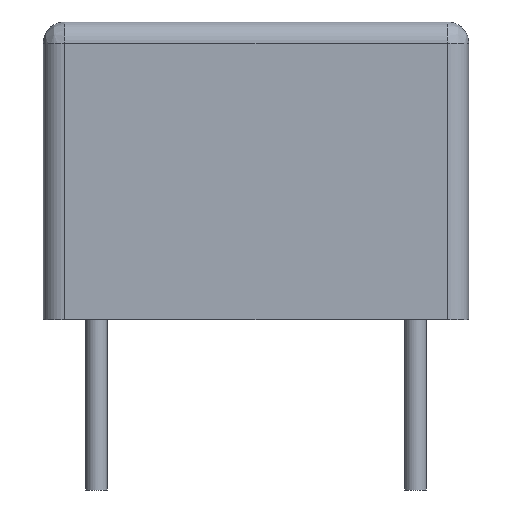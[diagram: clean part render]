
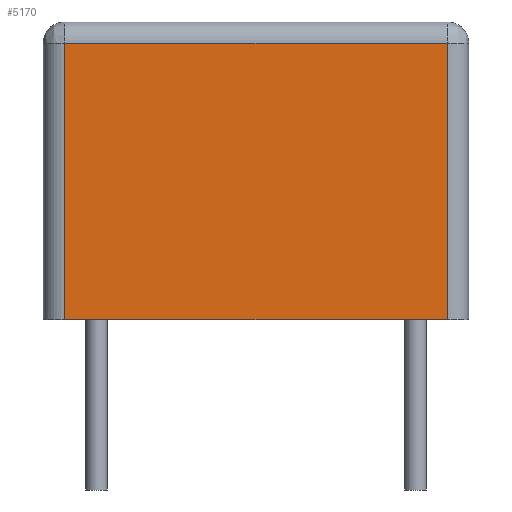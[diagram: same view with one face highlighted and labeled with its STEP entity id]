
A CAD part, front view. The second image highlights one B-rep face of the part: STEP entity #5170.
In plain terms, the highlighted planar face has unit normal (0, -1, 0).
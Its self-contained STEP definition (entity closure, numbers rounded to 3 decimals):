
#1403 = CARTESIAN_POINT ( 'NONE',  ( -4.5, -1.25, 7. ) ) ;
#1957 = CARTESIAN_POINT ( 'NONE',  ( -4.5, -1.25, 6.5 ) ) ;
#2453 = AXIS2_PLACEMENT_3D ( 'NONE', #5358, #16406, #6920 ) ;
#2478 = ORIENTED_EDGE ( 'NONE', *, *, #3943, .F. ) ;
#2682 = VERTEX_POINT ( 'NONE', #1957 ) ;
#3053 = VERTEX_POINT ( 'NONE', #18795 ) ;
#3083 = DIRECTION ( 'NONE',  ( 1., 0., 0. ) ) ;
#3398 = LINE ( 'NONE', #15495, #14989 ) ;
#3676 = LINE ( 'NONE', #7891, #11553 ) ;
#3943 = EDGE_CURVE ( 'NONE', #3053, #10880, #10140, .T. ) ;
#4226 = CARTESIAN_POINT ( 'NONE',  ( -4.5, -1.25, 0. ) ) ;
#4395 = DIRECTION ( 'NONE',  ( 0., 0., -1. ) ) ;
#4593 = DIRECTION ( 'NONE',  ( -1., 0., 0. ) ) ;
#5170 = ADVANCED_FACE ( 'NONE', ( #19225 ), #10041, .F. ) ;
#5358 = CARTESIAN_POINT ( 'NONE',  ( -5., -1.25, 7. ) ) ;
#6920 = DIRECTION ( 'NONE',  ( 0., 0., 1. ) ) ;
#7891 = CARTESIAN_POINT ( 'NONE',  ( -5., -1.25, 6.5 ) ) ;
#8899 = ORIENTED_EDGE ( 'NONE', *, *, #18793, .F. ) ;
#9535 = VECTOR ( 'NONE', #19847, 1000. ) ;
#10033 = LINE ( 'NONE', #1403, #9535 ) ;
#10041 = PLANE ( 'NONE',  #2453 ) ;
#10140 = LINE ( 'NONE', #13860, #18536 ) ;
#10760 = ORIENTED_EDGE ( 'NONE', *, *, #13010, .F. ) ;
#10880 = VERTEX_POINT ( 'NONE', #13020 ) ;
#11553 = VECTOR ( 'NONE', #3083, 1000. ) ;
#12417 = ORIENTED_EDGE ( 'NONE', *, *, #16466, .F. ) ;
#13010 = EDGE_CURVE ( 'NONE', #19239, #2682, #10033, .T. ) ;
#13020 = CARTESIAN_POINT ( 'NONE',  ( 4.5, -1.25, 0. ) ) ;
#13860 = CARTESIAN_POINT ( 'NONE',  ( 4.5, -1.25, 7. ) ) ;
#14989 = VECTOR ( 'NONE', #4593, 1000. ) ;
#15302 = EDGE_LOOP ( 'NONE', ( #2478, #12417, #10760, #8899 ) ) ;
#15495 = CARTESIAN_POINT ( 'NONE',  ( -5., -1.25, 0. ) ) ;
#16406 = DIRECTION ( 'NONE',  ( 0., 1., 0. ) ) ;
#16466 = EDGE_CURVE ( 'NONE', #2682, #3053, #3676, .T. ) ;
#18536 = VECTOR ( 'NONE', #4395, 1000. ) ;
#18793 = EDGE_CURVE ( 'NONE', #10880, #19239, #3398, .T. ) ;
#18795 = CARTESIAN_POINT ( 'NONE',  ( 4.5, -1.25, 6.5 ) ) ;
#19225 = FACE_OUTER_BOUND ( 'NONE', #15302, .T. ) ;
#19239 = VERTEX_POINT ( 'NONE', #4226 ) ;
#19847 = DIRECTION ( 'NONE',  ( 0., 0., 1. ) ) ;
